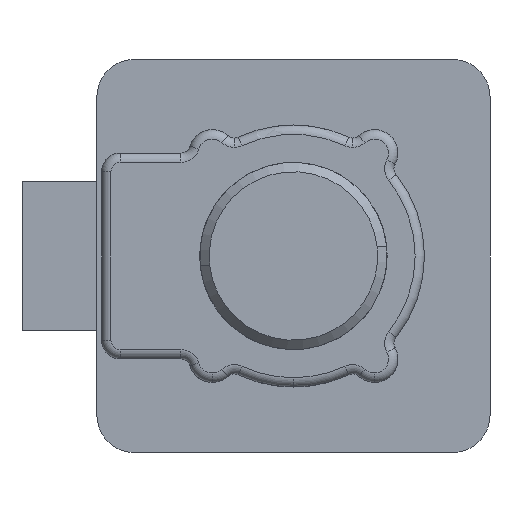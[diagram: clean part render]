
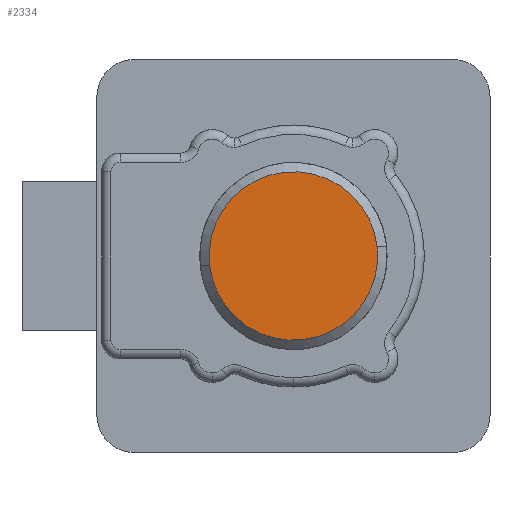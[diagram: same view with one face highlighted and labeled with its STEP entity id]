
A CAD part, left-side view. The second image highlights one B-rep face of the part: STEP entity #2334.
In plain terms, the highlighted face is planar.
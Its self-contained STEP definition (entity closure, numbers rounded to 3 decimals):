
#72 = FACE_OUTER_BOUND ( 'NONE', #2185, .T. ) ;
#198 = DIRECTION ( 'NONE',  ( 0., 0., 1. ) ) ;
#243 = EDGE_CURVE ( 'NONE', #2306, #1166, #2536, .T. ) ;
#268 = PLANE ( 'NONE',  #1849 ) ;
#413 = CARTESIAN_POINT ( 'NONE',  ( 21., 0., 25.6 ) ) ;
#487 = CARTESIAN_POINT ( 'NONE',  ( 21., 0., 25.6 ) ) ;
#562 = ORIENTED_EDGE ( 'NONE', *, *, #243, .T. ) ;
#928 = DIRECTION ( 'NONE',  ( 1., 0., 0. ) ) ;
#1093 = AXIS2_PLACEMENT_3D ( 'NONE', #487, #2192, #928 ) ;
#1150 = DIRECTION ( 'NONE',  ( 1., 0., 0. ) ) ;
#1161 = CARTESIAN_POINT ( 'NONE',  ( 12., 0., 25.6 ) ) ;
#1166 = VERTEX_POINT ( 'NONE', #1161 ) ;
#1302 = AXIS2_PLACEMENT_3D ( 'NONE', #413, #198, #1910 ) ;
#1369 = CARTESIAN_POINT ( 'NONE',  ( 30., 0., 25.6 ) ) ;
#1426 = EDGE_CURVE ( 'NONE', #1166, #2306, #2372, .T. ) ;
#1641 = ORIENTED_EDGE ( 'NONE', *, *, #1426, .T. ) ;
#1793 = DIRECTION ( 'NONE',  ( 0., 0., 1. ) ) ;
#1849 = AXIS2_PLACEMENT_3D ( 'NONE', #2377, #1793, #1150 ) ;
#1910 = DIRECTION ( 'NONE',  ( 1., 0., 0. ) ) ;
#2185 = EDGE_LOOP ( 'NONE', ( #1641, #562 ) ) ;
#2192 = DIRECTION ( 'NONE',  ( 0., 0., 1. ) ) ;
#2306 = VERTEX_POINT ( 'NONE', #1369 ) ;
#2334 = ADVANCED_FACE ( 'NONE', ( #72 ), #268, .T. ) ;
#2372 = CIRCLE ( 'NONE', #1093, 9. ) ;
#2377 = CARTESIAN_POINT ( 'NONE',  ( 21., 0., 25.6 ) ) ;
#2536 = CIRCLE ( 'NONE', #1302, 9. ) ;
